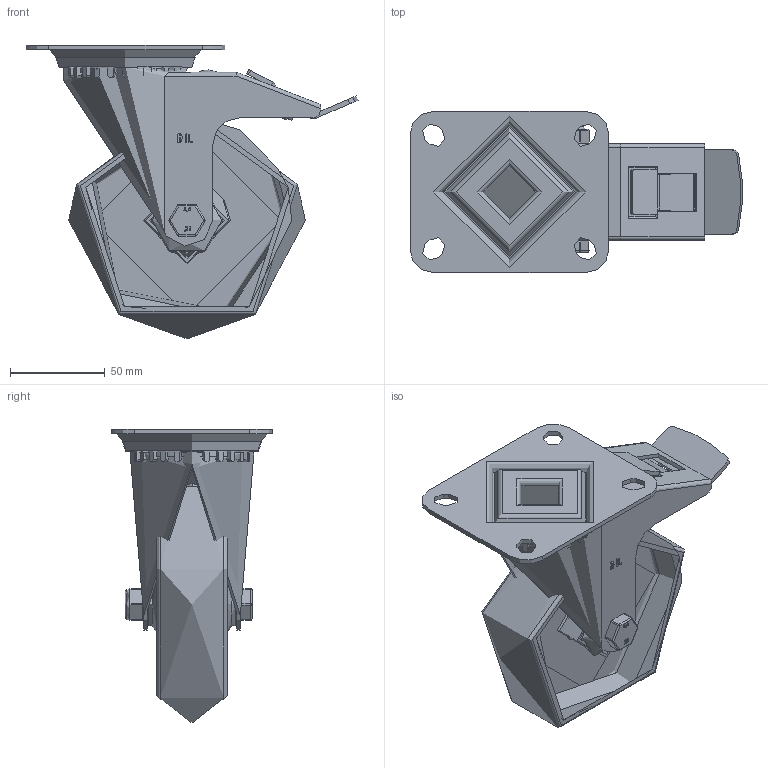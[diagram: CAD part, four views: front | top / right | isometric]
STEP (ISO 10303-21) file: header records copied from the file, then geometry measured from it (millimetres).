
FILE_DESCRIPTION(/* description */ (''),/* implementation_level */ '2;1');
FILE_NAME(/* name */ 'BZMM125NYBJSWB.step',/* time_stamp */ '2024-05-29T14:47:19+01:00',/* author */ (''),/* organization */ (''),/* preprocessor_version */ 'ST-DEVELOPER v20',/* originating_system */ 'Autodesk Translation Framework v13.14.0.145',/* authorisation */ '');
FILE_SCHEMA (('AUTOMOTIVE_DESIGN { 1 0 10303 214 3 1 1 }'));
Length unit declared in the file: millimetre
Products named in the file (32): BZMM125NYBJSWB; BZMM125ASSWB - 47 v1; ZINC PLATED, PRESSED STEEL TOP PLATE; BEARING SEAL; ZINC PLATED, PRESSED STEEL FORKS; BRAKE PAD; BRAKE PAD Geometry; BOLT; NUT; ZINC PLATED, PRESSED STEEL BRAKE PEDAL; ZINC PLATED, PRESSED STEEL BRAKE PEDAL Geometry; BRAKE BOLT; BZMH125WNYBJM10 v1; BZMM125WNYBJ; NYLON WHEEL; BEARING 6202; METAL; METAL2; Pattern; Component1; MIDDLE; RUBBER; RUBBER2; HUBCAPM10X47; HUBCAPM10X47 (1); NYLON WHEEL HUB CAP; HEXBOLTM10X60Z8.8 v2; GRADE 8.8 ZINC PLATED BOLT; NYLOCM10Z v1; NYLOC NUT; RUBBER (1); NUT (1)
Assembly tree (39 placements, depth 6):
  BZMM125NYBJSWB
    BZMM125ASSWB - 47 v1
      ZINC PLATED, PRESSED STEEL TOP PLATE
      BEARING SEAL
      ZINC PLATED, PRESSED STEEL FORKS
      BRAKE PAD
        BRAKE PAD Geometry
        BOLT
        NUT
      ZINC PLATED, PRESSED STEEL BRAKE PEDAL
        ZINC PLATED, PRESSED STEEL BRAKE PEDAL Geometry
        BRAKE BOLT
    BZMH125WNYBJM10 v1
      BZMM125WNYBJ
        NYLON WHEEL
        BEARING 6202
          METAL
          METAL2
          Pattern
            Component1  x8
          MIDDLE
          RUBBER
          RUBBER2
      HUBCAPM10X47
        NYLON WHEEL HUB CAP
      HUBCAPM10X47 (1)
        NYLON WHEEL HUB CAP
    HEXBOLTM10X60Z8.8 v2
      GRADE 8.8 ZINC PLATED BOLT
    NYLOCM10Z v1
      NYLOC NUT
        RUBBER (1)
        NUT (1)
Bounding box: 175.28 x 85 x 155 mm (x, y, z)
Volume: 299556.9 mm3; surface area: 153784.9 mm2
Topology: 27 solids, 27 shells, 999 faces, 2544 edges, 1667 vertices
Faces by surface type: plane 463, cylinder 254, bspline 193, sphere 43, torus 32, cone 14
Full cylindrical faces by diameter (mm): 6 x6, 8.141 x19, 9.85 x20, 10 x3, 10.2 x4, 12 x2, 14.9 x2, 15 x1, 15.5 x1, 16 x1, 18 x1, 19 x2, 20 x4, 22.5 x4, 23 x2, 25 x2, 28 x3, 30 x4, 30.5 x2, 31 x4, 32 x3, 34 x2, 35 x2, 36 x2, 38 x2, 40 x3, 44 x2, 61.5 x1, 65.5 x1
Entity records: 37990 total; most frequent: CARTESIAN_POINT 14548, ORIENTED_EDGE 4918, DIRECTION 4235, EDGE_CURVE 2459, VERTEX_POINT 1622, AXIS2_PLACEMENT_3D 1442, LINE 1351, VECTOR 1351
